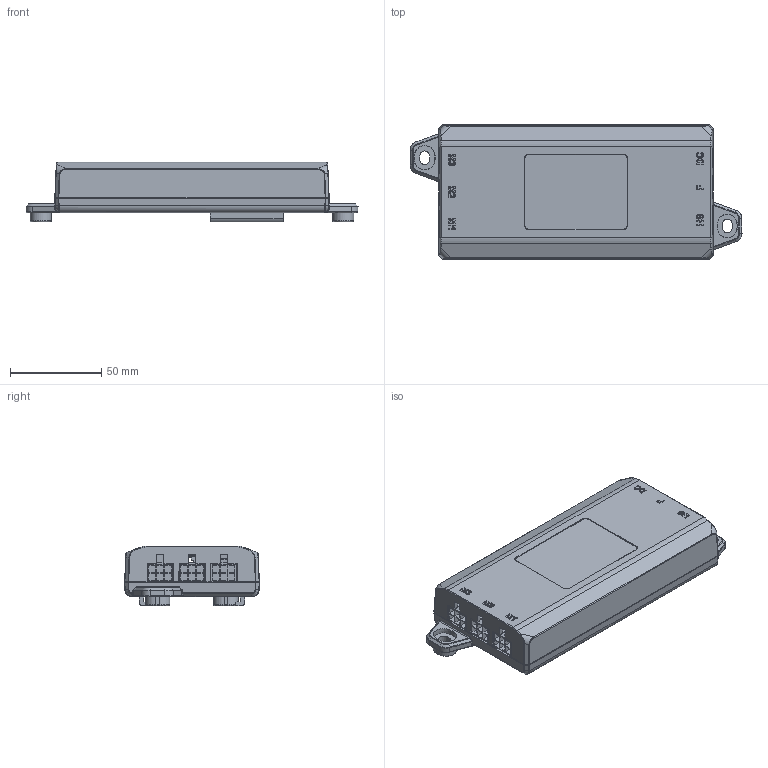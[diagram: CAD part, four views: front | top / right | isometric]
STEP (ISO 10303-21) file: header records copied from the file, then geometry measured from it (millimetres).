
FILE_DESCRIPTION((''),'2;1');
FILE_NAME('JCB35M-0009_ASM','2020-04-11T15:43:54',('Administrator'),('捷昌驱动'),'CREO PARAMETRIC BY PTC INC, 2018100','CREO PARAMETRIC BY PTC INC, 2018100','');
FILE_SCHEMA(('CONFIG_CONTROL_DESIGN'));
Length unit declared in the file: millimetre
Products named in the file (9): JCB35M-0007; JCB35M-0008; JCB35MD-PCB; 5557-4AW; 5557-6AW1111; 6P-20141119-DC1111; 8P-20141119-DC1111; JCB35MD-PCBZONGCHENG_ASM; JCB35M-0009_ASM
Assembly tree (10 placements, depth 3):
  JCB35M-0009_ASM
    JCB35M-0007
    JCB35M-0008
    JCB35MD-PCBZONGCHENG_ASM
      JCB35MD-PCB
      5557-4AW
      5557-6AW1111  x3
      6P-20141119-DC1111
      8P-20141119-DC1111
Bounding box: 182.19 x 74 x 32.8 mm (x, y, z)
Volume: 120964.1 mm3; surface area: 109033.5 mm2
Topology: 9 solids, 10 shells, 1599 faces, 4251 edges, 2736 vertices
Faces by surface type: plane 1021, cylinder 315, bspline 79, extrusion 73, cone 64, torus 35, sphere 12
Entity records: 49382 total; most frequent: CARTESIAN_POINT 14583, ORIENTED_EDGE 7577, DIRECTION 6497, EDGE_CURVE 3793, VECTOR 2687, LINE 2614, VERTEX_POINT 2448, AXIS2_PLACEMENT_3D 1905
